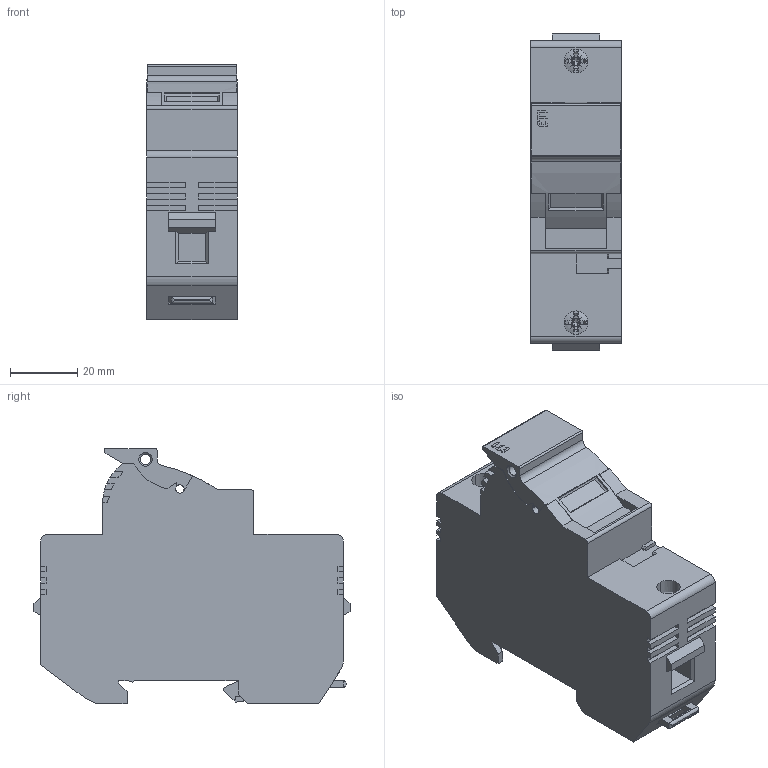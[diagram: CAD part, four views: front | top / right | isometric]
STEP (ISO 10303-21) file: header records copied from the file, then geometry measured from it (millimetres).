
FILE_DESCRIPTION((''),'2;1');
FILE_NAME('EFD_14_1P_ASM','2021-01-18T',('marketing.praksa'),('Audax d.o.o.'),'CREO PARAMETRIC BY PTC INC, 2017480','CREO PARAMETRIC BY PTC INC, 2017480','');
FILE_SCHEMA(('AUTOMOTIVE_DESIGN { 1 0 10303 214 1 1 1 1 }'));
Length unit declared in the file: millimetre
Products named in the file (16): EFD14_1P_DIM_1; EFD10_1P_2_1_1_1_2; ASM0004_ASM_1_ASM; SCREW_ASM; EFD10_1P_2_1_1_1_2_3; ASM0004_ASM_1_1_ASM; ASM0018_ASM; TMP_DWG_65_1_1_1_2; TMP_DWG_65_1_2_1_2; TMP_DWG_65_1_3_1_2; ASM0008_1_ASM; LOGO_X-4_94_Y-3_13_ASM; EFD14_1P_DIM_1_1_1; ASM0019_ASM_1_ASM; DIN_ASM; EFD_14_1P_ASM
Assembly tree (15 placements, depth 4):
  EFD_14_1P_ASM
    EFD14_1P_DIM_1
    SCREW_ASM
      ASM0004_ASM_1_ASM
        EFD10_1P_2_1_1_1_2
    ASM0018_ASM
      ASM0004_ASM_1_1_ASM
        EFD10_1P_2_1_1_1_2_3
    LOGO_X-4_94_Y-3_13_ASM
      ASM0008_1_ASM
        TMP_DWG_65_1_1_1_2
        TMP_DWG_65_1_2_1_2
        TMP_DWG_65_1_3_1_2
    DIN_ASM
      ASM0019_ASM_1_ASM
        EFD14_1P_DIM_1_1_1
Bounding box: 27 x 94 x 75.84 mm (x, y, z)
Volume: 127771.4 mm3; surface area: 24789.4 mm2
Topology: 7 solids, 7 shells, 475 faces, 1406 edges, 943 vertices
Faces by surface type: plane 366, cylinder 89, cone 16, sphere 4
Entity records: 24707 total; most frequent: CARTESIAN_POINT 3459, ORIENTED_EDGE 2804, DIRECTION 2612, PRESENTATION_STYLE_ASSIGNMENT 1884, STYLED_ITEM 1830, CURVE_STYLE 1402, EDGE_CURVE 1402, VECTOR 1040
